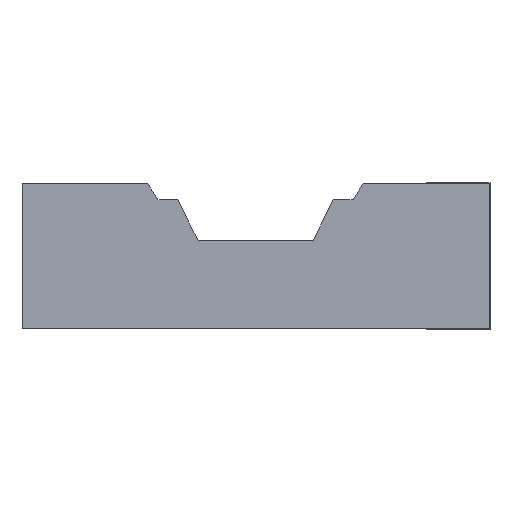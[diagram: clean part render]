
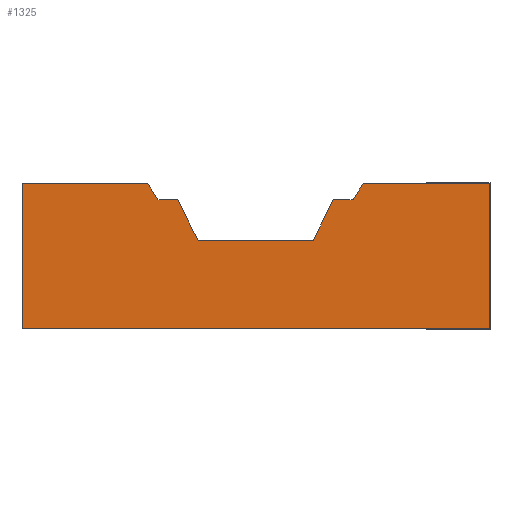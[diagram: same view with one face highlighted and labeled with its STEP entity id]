
A CAD part, left-side view. The second image highlights one B-rep face of the part: STEP entity #1325.
In plain terms, the highlighted planar face has unit normal (-1, 0, 0).
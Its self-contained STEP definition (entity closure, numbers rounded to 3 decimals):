
#833=CARTESIAN_POINT('',(-8.05,-7.365,1.586));
#834=VERTEX_POINT('',#833);
#841=CARTESIAN_POINT('',(-8.05,7.473,1.586));
#842=VERTEX_POINT('',#841);
#843=CARTESIAN_POINT('',(-8.05,-7.365,1.586));
#844=DIRECTION('',(0.0,1.0,0.0));
#845=VECTOR('',#844,14.838);
#846=LINE('',#843,#845);
#847=EDGE_CURVE('',#834,#842,#846,.T.);
#911=CARTESIAN_POINT('',(-8.05,-3.351,6.195));
#912=VERTEX_POINT('',#911);
#919=CARTESIAN_POINT('',(-8.05,-7.365,6.206));
#920=VERTEX_POINT('',#919);
#921=CARTESIAN_POINT('',(-8.05,-3.351,6.195));
#922=DIRECTION('',(0.0,-1.,0.003));
#923=VECTOR('',#922,4.014);
#924=LINE('',#921,#923);
#925=EDGE_CURVE('',#912,#920,#924,.T.);
#950=CARTESIAN_POINT('',(-8.05,-3.036,5.694));
#951=VERTEX_POINT('',#950);
#958=CARTESIAN_POINT('',(-8.05,-3.036,5.694));
#959=DIRECTION('',(0.0,-0.533,0.846));
#960=VECTOR('',#959,0.592);
#961=LINE('',#958,#960);
#962=EDGE_CURVE('',#951,#912,#961,.T.);
#981=CARTESIAN_POINT('',(-8.05,-2.406,5.694));
#982=VERTEX_POINT('',#981);
#989=CARTESIAN_POINT('',(-8.05,-2.406,5.694));
#990=DIRECTION('',(0.0,-1.0,0.0));
#991=VECTOR('',#990,0.63);
#992=LINE('',#989,#991);
#993=EDGE_CURVE('',#982,#951,#992,.T.);
#1012=CARTESIAN_POINT('',(-8.05,-1.774,4.4));
#1013=VERTEX_POINT('',#1012);
#1020=CARTESIAN_POINT('',(-8.05,-1.774,4.4));
#1021=DIRECTION('',(0.0,-0.439,0.899));
#1022=VECTOR('',#1021,1.44);
#1023=LINE('',#1020,#1022);
#1024=EDGE_CURVE('',#1013,#982,#1023,.T.);
#1043=CARTESIAN_POINT('',(-8.05,1.886,4.4));
#1044=VERTEX_POINT('',#1043);
#1051=CARTESIAN_POINT('',(-8.05,1.886,4.4));
#1052=DIRECTION('',(0.0,-1.0,0.0));
#1053=VECTOR('',#1052,3.66);
#1054=LINE('',#1051,#1053);
#1055=EDGE_CURVE('',#1044,#1013,#1054,.T.);
#1074=CARTESIAN_POINT('',(-8.05,2.527,5.689));
#1075=VERTEX_POINT('',#1074);
#1082=CARTESIAN_POINT('',(-8.05,2.527,5.689));
#1083=DIRECTION('',(0.0,-0.445,-0.896));
#1084=VECTOR('',#1083,1.44);
#1085=LINE('',#1082,#1084);
#1086=EDGE_CURVE('',#1075,#1044,#1085,.T.);
#1105=CARTESIAN_POINT('',(-8.05,3.157,5.689));
#1106=VERTEX_POINT('',#1105);
#1113=CARTESIAN_POINT('',(-8.05,3.157,5.689));
#1114=DIRECTION('',(0.0,-1.0,0.0));
#1115=VECTOR('',#1114,0.63);
#1116=LINE('',#1113,#1115);
#1117=EDGE_CURVE('',#1106,#1075,#1116,.T.);
#1136=CARTESIAN_POINT('',(-8.05,3.477,6.195));
#1137=VERTEX_POINT('',#1136);
#1144=CARTESIAN_POINT('',(-8.05,3.477,6.195));
#1145=DIRECTION('',(0.0,-0.535,-0.845));
#1146=VECTOR('',#1145,0.598);
#1147=LINE('',#1144,#1146);
#1148=EDGE_CURVE('',#1137,#1106,#1147,.T.);
#1167=CARTESIAN_POINT('',(-8.05,7.473,6.206));
#1168=VERTEX_POINT('',#1167);
#1175=CARTESIAN_POINT('',(-8.05,7.473,6.206));
#1176=DIRECTION('',(0.0,-1.,-0.003));
#1177=VECTOR('',#1176,3.996);
#1178=LINE('',#1175,#1177);
#1179=EDGE_CURVE('',#1168,#1137,#1178,.T.);
#1296=CARTESIAN_POINT('',(-8.05,6.469,3.893));
#1297=DIRECTION('',(1.0,0.0,0.0));
#1298=DIRECTION('',(0.0,0.0,1.0));
#1299=AXIS2_PLACEMENT_3D('',#1296,#1297,#1298);
#1300=PLANE('',#1299);
#1301=CARTESIAN_POINT('',(-8.05,7.473,1.586));
#1302=DIRECTION('',(0.0,0.0,1.0));
#1303=VECTOR('',#1302,4.62);
#1304=LINE('',#1301,#1303);
#1305=EDGE_CURVE('',#842,#1168,#1304,.T.);
#1306=ORIENTED_EDGE('',*,*,#1305,.F.);
#1307=ORIENTED_EDGE('',*,*,#847,.F.);
#1308=CARTESIAN_POINT('',(-8.05,-7.365,6.206));
#1309=DIRECTION('',(0.0,0.0,-1.0));
#1310=VECTOR('',#1309,4.62);
#1311=LINE('',#1308,#1310);
#1312=EDGE_CURVE('',#920,#834,#1311,.T.);
#1313=ORIENTED_EDGE('',*,*,#1312,.F.);
#1314=ORIENTED_EDGE('',*,*,#925,.F.);
#1315=ORIENTED_EDGE('',*,*,#962,.F.);
#1316=ORIENTED_EDGE('',*,*,#993,.F.);
#1317=ORIENTED_EDGE('',*,*,#1024,.F.);
#1318=ORIENTED_EDGE('',*,*,#1055,.F.);
#1319=ORIENTED_EDGE('',*,*,#1086,.F.);
#1320=ORIENTED_EDGE('',*,*,#1117,.F.);
#1321=ORIENTED_EDGE('',*,*,#1148,.F.);
#1322=ORIENTED_EDGE('',*,*,#1179,.F.);
#1323=EDGE_LOOP('',(#1306,#1307,#1313,#1314,#1315,#1316,#1317,#1318,#1319,#1320,#1321,#1322));
#1324=FACE_OUTER_BOUND('',#1323,.T.);
#1325=ADVANCED_FACE('',(#1324),#1300,.F.);
